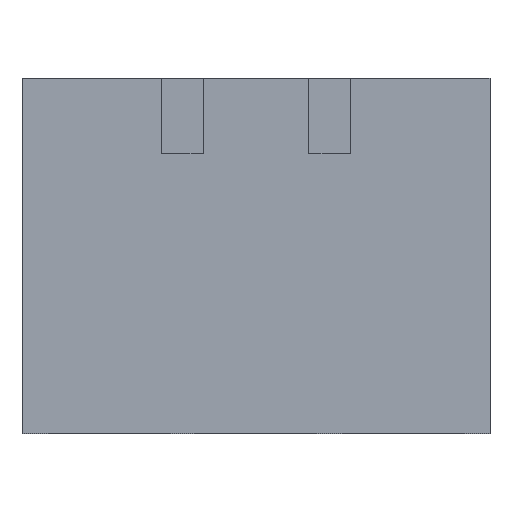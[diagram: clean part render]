
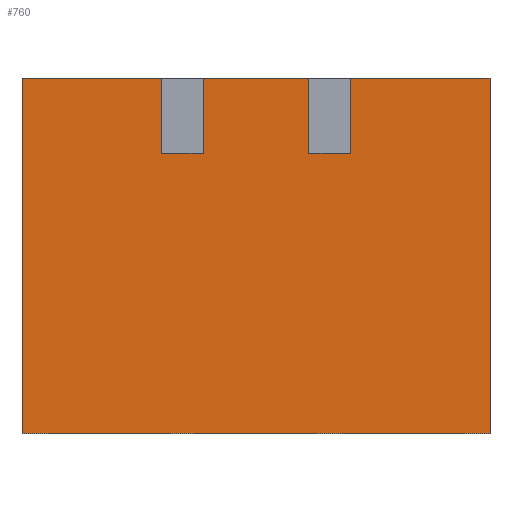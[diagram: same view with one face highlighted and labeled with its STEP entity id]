
A CAD part, top view. The second image highlights one B-rep face of the part: STEP entity #760.
In plain terms, the highlighted planar face has unit normal (0, 0, 1).
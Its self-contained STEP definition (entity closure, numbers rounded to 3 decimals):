
#669=AXIS2_PLACEMENT_3D('Plane Axis2P3D',#666,#667,#668) ;
#223=CARTESIAN_POINT('Vertex',(12.12,0.,10.27)) ;
#226=CARTESIAN_POINT('Line Origine',(6.06,0.,10.27)) ;
#230=CARTESIAN_POINT('Vertex',(0.,0.,10.27)) ;
#666=CARTESIAN_POINT('Axis2P3D Location',(0.,9.2,10.27)) ;
#671=CARTESIAN_POINT('Line Origine',(6.06,9.2,10.27)) ;
#675=CARTESIAN_POINT('Vertex',(4.69,9.2,10.27)) ;
#677=CARTESIAN_POINT('Vertex',(7.43,9.2,10.27)) ;
#680=CARTESIAN_POINT('Line Origine',(4.69,8.225,10.27)) ;
#684=CARTESIAN_POINT('Vertex',(4.69,7.25,10.27)) ;
#687=CARTESIAN_POINT('Line Origine',(4.155,7.25,10.27)) ;
#691=CARTESIAN_POINT('Vertex',(3.62,7.25,10.27)) ;
#694=CARTESIAN_POINT('Line Origine',(3.62,8.225,10.27)) ;
#698=CARTESIAN_POINT('Vertex',(3.62,9.2,10.27)) ;
#701=CARTESIAN_POINT('Line Origine',(1.81,9.2,10.27)) ;
#705=CARTESIAN_POINT('Vertex',(0.,9.2,10.27)) ;
#708=CARTESIAN_POINT('Line Origine',(0.,4.6,10.27)) ;
#713=CARTESIAN_POINT('Line Origine',(12.12,4.6,10.27)) ;
#717=CARTESIAN_POINT('Vertex',(12.12,9.2,10.27)) ;
#720=CARTESIAN_POINT('Line Origine',(10.31,9.2,10.27)) ;
#724=CARTESIAN_POINT('Vertex',(8.5,9.2,10.27)) ;
#727=CARTESIAN_POINT('Line Origine',(8.5,8.225,10.27)) ;
#731=CARTESIAN_POINT('Vertex',(8.5,7.25,10.27)) ;
#734=CARTESIAN_POINT('Line Origine',(7.965,7.25,10.27)) ;
#738=CARTESIAN_POINT('Vertex',(7.43,7.25,10.27)) ;
#741=CARTESIAN_POINT('Line Origine',(7.43,8.225,10.27)) ;
#227=DIRECTION('Vector Direction',(1.,0.,0.)) ;
#667=DIRECTION('Axis2P3D Direction',(-0.,0.,1.)) ;
#668=DIRECTION('Axis2P3D XDirection',(0.,-1.,0.)) ;
#672=DIRECTION('Vector Direction',(1.,0.,0.)) ;
#681=DIRECTION('Vector Direction',(0.,-1.,0.)) ;
#688=DIRECTION('Vector Direction',(-1.,0.,0.)) ;
#695=DIRECTION('Vector Direction',(0.,-1.,0.)) ;
#702=DIRECTION('Vector Direction',(1.,0.,0.)) ;
#709=DIRECTION('Vector Direction',(0.,-1.,0.)) ;
#714=DIRECTION('Vector Direction',(0.,-1.,0.)) ;
#721=DIRECTION('Vector Direction',(1.,0.,0.)) ;
#728=DIRECTION('Vector Direction',(0.,-1.,0.)) ;
#735=DIRECTION('Vector Direction',(-1.,0.,0.)) ;
#742=DIRECTION('Vector Direction',(0.,-1.,0.)) ;
#228=VECTOR('Line Direction',#227,1.) ;
#673=VECTOR('Line Direction',#672,1.) ;
#682=VECTOR('Line Direction',#681,1.) ;
#689=VECTOR('Line Direction',#688,1.) ;
#696=VECTOR('Line Direction',#695,1.) ;
#703=VECTOR('Line Direction',#702,1.) ;
#710=VECTOR('Line Direction',#709,1.) ;
#715=VECTOR('Line Direction',#714,1.) ;
#722=VECTOR('Line Direction',#721,1.) ;
#729=VECTOR('Line Direction',#728,1.) ;
#736=VECTOR('Line Direction',#735,1.) ;
#743=VECTOR('Line Direction',#742,1.) ;
#747=ORIENTED_EDGE('',*,*,#679,.F.) ;
#748=ORIENTED_EDGE('',*,*,#686,.T.) ;
#749=ORIENTED_EDGE('',*,*,#693,.F.) ;
#750=ORIENTED_EDGE('',*,*,#700,.F.) ;
#751=ORIENTED_EDGE('',*,*,#707,.F.) ;
#752=ORIENTED_EDGE('',*,*,#712,.F.) ;
#753=ORIENTED_EDGE('',*,*,#232,.T.) ;
#754=ORIENTED_EDGE('',*,*,#719,.T.) ;
#755=ORIENTED_EDGE('',*,*,#726,.F.) ;
#756=ORIENTED_EDGE('',*,*,#733,.T.) ;
#757=ORIENTED_EDGE('',*,*,#740,.F.) ;
#758=ORIENTED_EDGE('',*,*,#745,.F.) ;
#760=ADVANCED_FACE('HOUSING',(#759),#670,.T.) ;
#232=EDGE_CURVE('',#231,#224,#229,.T.) ;
#679=EDGE_CURVE('',#676,#678,#674,.T.) ;
#686=EDGE_CURVE('',#676,#685,#683,.T.) ;
#693=EDGE_CURVE('',#692,#685,#690,.F.) ;
#700=EDGE_CURVE('',#699,#692,#697,.T.) ;
#707=EDGE_CURVE('',#706,#699,#704,.T.) ;
#712=EDGE_CURVE('',#231,#706,#711,.F.) ;
#719=EDGE_CURVE('',#224,#718,#716,.F.) ;
#726=EDGE_CURVE('',#725,#718,#723,.T.) ;
#733=EDGE_CURVE('',#725,#732,#730,.T.) ;
#740=EDGE_CURVE('',#739,#732,#737,.F.) ;
#745=EDGE_CURVE('',#678,#739,#744,.T.) ;
#746=EDGE_LOOP('',(#747,#748,#749,#750,#751,#752,#753,#754,#755,#756,#757,#758)) ;
#759=FACE_OUTER_BOUND('',#746,.T.) ;
#229=LINE('Line',#226,#228) ;
#674=LINE('Line',#671,#673) ;
#683=LINE('Line',#680,#682) ;
#690=LINE('Line',#687,#689) ;
#697=LINE('Line',#694,#696) ;
#704=LINE('Line',#701,#703) ;
#711=LINE('Line',#708,#710) ;
#716=LINE('Line',#713,#715) ;
#723=LINE('Line',#720,#722) ;
#730=LINE('Line',#727,#729) ;
#737=LINE('Line',#734,#736) ;
#744=LINE('Line',#741,#743) ;
#670=PLANE('',#669) ;
#224=VERTEX_POINT('',#223) ;
#231=VERTEX_POINT('',#230) ;
#676=VERTEX_POINT('',#675) ;
#678=VERTEX_POINT('',#677) ;
#685=VERTEX_POINT('',#684) ;
#692=VERTEX_POINT('',#691) ;
#699=VERTEX_POINT('',#698) ;
#706=VERTEX_POINT('',#705) ;
#718=VERTEX_POINT('',#717) ;
#725=VERTEX_POINT('',#724) ;
#732=VERTEX_POINT('',#731) ;
#739=VERTEX_POINT('',#738) ;
